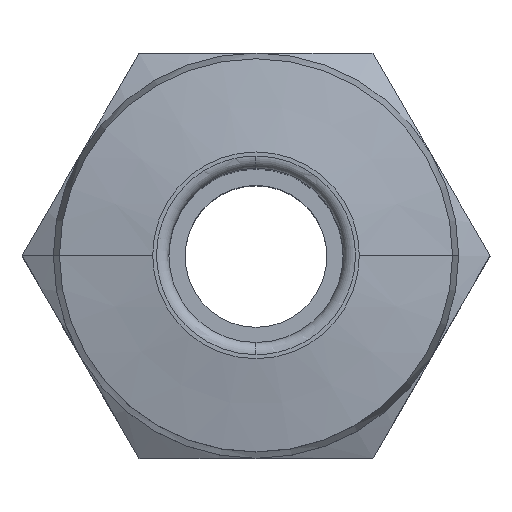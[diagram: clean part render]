
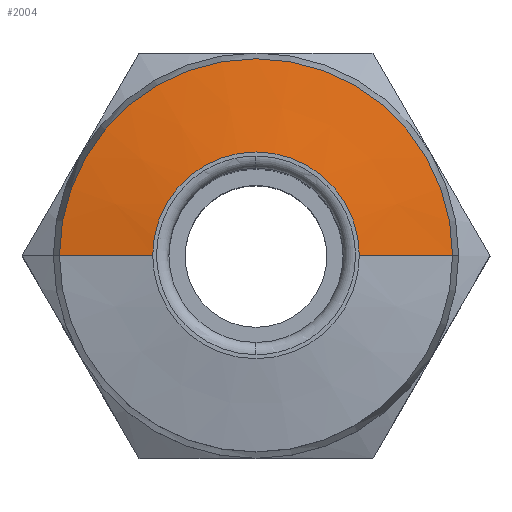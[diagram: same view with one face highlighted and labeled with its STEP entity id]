
A CAD part, top view. The second image highlights one B-rep face of the part: STEP entity #2004.
In plain terms, the highlighted conical face has half-angle 80.134 degrees and reference radius 4.85 mm.
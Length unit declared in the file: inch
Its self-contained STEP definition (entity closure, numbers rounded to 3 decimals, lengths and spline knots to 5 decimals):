
#33 = AXIS2_PLACEMENT_3D ( 'NONE', #121, #1361, #296 ) ;
#121 = CARTESIAN_POINT ( 'NONE',  ( 0., 0., 0.53346 ) ) ;
#190 = LINE ( 'NONE', #980, #1847 ) ;
#198 = CARTESIAN_POINT ( 'NONE',  ( 0.10039, 0., 0.54921 ) ) ;
#259 = EDGE_CURVE ( 'NONE', #1627, #2290, #632, .T. ) ;
#280 = DIRECTION ( 'NONE',  ( 1., 0., 0. ) ) ;
#296 = DIRECTION ( 'NONE',  ( -1., 0., 0. ) ) ;
#353 = CARTESIAN_POINT ( 'NONE',  ( 0.19094, 0., 0.53346 ) ) ;
#404 = CARTESIAN_POINT ( 'NONE',  ( -0.19094, 0., 0.53346 ) ) ;
#449 = DIRECTION ( 'NONE',  ( 0., 0., 1. ) ) ;
#608 = DIRECTION ( 'NONE',  ( 0., 0., 1. ) ) ;
#632 = CIRCLE ( 'NONE', #2012, 0.19094 ) ;
#643 = CARTESIAN_POINT ( 'NONE',  ( 0., 0., 0.53346 ) ) ;
#655 = DIRECTION ( 'NONE',  ( 0.985, 0., -0.171 ) ) ;
#820 = CIRCLE ( 'NONE', #2277, 0.10039 ) ;
#857 = EDGE_CURVE ( 'NONE', #1301, #2290, #190, .T. ) ;
#980 = CARTESIAN_POINT ( 'NONE',  ( -0.19094, 0., 0.53346 ) ) ;
#988 = DIRECTION ( 'NONE',  ( -0.985, 0., -0.171 ) ) ;
#1180 = ORIENTED_EDGE ( 'NONE', *, *, #1373, .F. ) ;
#1215 = VERTEX_POINT ( 'NONE', #198 ) ;
#1294 = CARTESIAN_POINT ( 'NONE',  ( -0.10039, 0., 0.54921 ) ) ;
#1301 = VERTEX_POINT ( 'NONE', #1294 ) ;
#1330 = ORIENTED_EDGE ( 'NONE', *, *, #259, .T. ) ;
#1361 = DIRECTION ( 'NONE',  ( 0., 0., -1. ) ) ;
#1366 = EDGE_LOOP ( 'NONE', ( #1180, #1668, #1330, #1971 ) ) ;
#1373 = EDGE_CURVE ( 'NONE', #1215, #1301, #820, .T. ) ;
#1627 = VERTEX_POINT ( 'NONE', #353 ) ;
#1668 = ORIENTED_EDGE ( 'NONE', *, *, #2023, .T. ) ;
#1714 = CARTESIAN_POINT ( 'NONE',  ( 0., 0., 0.54921 ) ) ;
#1762 = VECTOR ( 'NONE', #655, 39.37008 ) ;
#1792 = LINE ( 'NONE', #2150, #1762 ) ;
#1847 = VECTOR ( 'NONE', #988, 39.37008 ) ;
#1856 = CONICAL_SURFACE ( 'NONE', #33, 0.19094, 1.399 ) ;
#1912 = DIRECTION ( 'NONE',  ( -1., 0., 0. ) ) ;
#1971 = ORIENTED_EDGE ( 'NONE', *, *, #857, .F. ) ;
#1999 = FACE_OUTER_BOUND ( 'NONE', #1366, .T. ) ;
#2004 = ADVANCED_FACE ( 'NONE', ( #1999 ), #1856, .T. ) ;
#2012 = AXIS2_PLACEMENT_3D ( 'NONE', #643, #449, #280 ) ;
#2023 = EDGE_CURVE ( 'NONE', #1215, #1627, #1792, .T. ) ;
#2150 = CARTESIAN_POINT ( 'NONE',  ( 0.19094, 0., 0.53346 ) ) ;
#2277 = AXIS2_PLACEMENT_3D ( 'NONE', #1714, #608, #1912 ) ;
#2290 = VERTEX_POINT ( 'NONE', #404 ) ;
